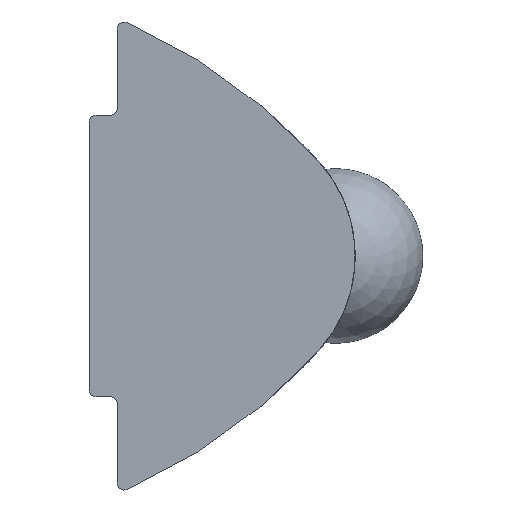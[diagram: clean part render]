
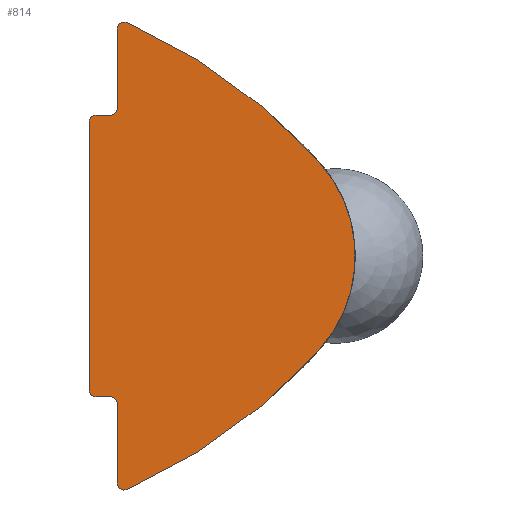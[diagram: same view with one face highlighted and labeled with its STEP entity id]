
A CAD part, left-side view. The second image highlights one B-rep face of the part: STEP entity #814.
In plain terms, the highlighted planar face has unit normal (-1, 0, 0).
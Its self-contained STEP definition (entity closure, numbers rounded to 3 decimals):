
#22=PLANE('',#873);
#61=FACE_OUTER_BOUND('',#107,.T.);
#107=EDGE_LOOP('',(#655,#656,#657,#658,#659,#660,#661,#662,#663,#664,#665,
#666,#667,#668));
#133=CIRCLE('',#874,0.2);
#134=CIRCLE('',#875,0.2);
#135=CIRCLE('',#876,0.2);
#136=CIRCLE('',#877,16.);
#137=CIRCLE('',#878,4.);
#138=CIRCLE('',#879,16.);
#139=CIRCLE('',#880,0.2);
#140=CIRCLE('',#881,0.2);
#141=CIRCLE('',#882,0.2);
#227=LINE('',#2562,#268);
#228=LINE('',#2566,#269);
#229=LINE('',#2570,#270);
#230=LINE('',#2582,#271);
#231=LINE('',#2586,#272);
#268=VECTOR('',#978,7.6);
#269=VECTOR('',#981,0.4);
#270=VECTOR('',#984,2.25);
#271=VECTOR('',#995,2.25);
#272=VECTOR('',#998,0.4);
#348=VERTEX_POINT('',#2560);
#349=VERTEX_POINT('',#2561);
#350=VERTEX_POINT('',#2563);
#351=VERTEX_POINT('',#2565);
#352=VERTEX_POINT('',#2567);
#353=VERTEX_POINT('',#2569);
#354=VERTEX_POINT('',#2571);
#355=VERTEX_POINT('',#2573);
#356=VERTEX_POINT('',#2575);
#357=VERTEX_POINT('',#2577);
#358=VERTEX_POINT('',#2579);
#359=VERTEX_POINT('',#2581);
#360=VERTEX_POINT('',#2583);
#361=VERTEX_POINT('',#2585);
#458=EDGE_CURVE('',#348,#349,#227,.T.);
#459=EDGE_CURVE('',#350,#349,#133,.T.);
#460=EDGE_CURVE('',#351,#350,#228,.T.);
#461=EDGE_CURVE('',#352,#351,#134,.T.);
#462=EDGE_CURVE('',#353,#352,#229,.T.);
#463=EDGE_CURVE('',#354,#353,#135,.T.);
#464=EDGE_CURVE('',#355,#354,#136,.T.);
#465=EDGE_CURVE('',#355,#356,#137,.T.);
#466=EDGE_CURVE('',#357,#356,#138,.T.);
#467=EDGE_CURVE('',#358,#357,#139,.T.);
#468=EDGE_CURVE('',#359,#358,#230,.T.);
#469=EDGE_CURVE('',#360,#359,#140,.T.);
#470=EDGE_CURVE('',#361,#360,#231,.T.);
#471=EDGE_CURVE('',#348,#361,#141,.T.);
#655=ORIENTED_EDGE('',*,*,#458,.T.);
#656=ORIENTED_EDGE('',*,*,#459,.F.);
#657=ORIENTED_EDGE('',*,*,#460,.F.);
#658=ORIENTED_EDGE('',*,*,#461,.F.);
#659=ORIENTED_EDGE('',*,*,#462,.F.);
#660=ORIENTED_EDGE('',*,*,#463,.F.);
#661=ORIENTED_EDGE('',*,*,#464,.F.);
#662=ORIENTED_EDGE('',*,*,#465,.T.);
#663=ORIENTED_EDGE('',*,*,#466,.F.);
#664=ORIENTED_EDGE('',*,*,#467,.F.);
#665=ORIENTED_EDGE('',*,*,#468,.F.);
#666=ORIENTED_EDGE('',*,*,#469,.F.);
#667=ORIENTED_EDGE('',*,*,#470,.F.);
#668=ORIENTED_EDGE('',*,*,#471,.F.);
#814=ADVANCED_FACE('',(#61),#22,.F.);
#873=AXIS2_PLACEMENT_3D('',#2559,#976,#977);
#874=AXIS2_PLACEMENT_3D('',#2564,#979,#980);
#875=AXIS2_PLACEMENT_3D('',#2568,#982,#983);
#876=AXIS2_PLACEMENT_3D('',#2572,#985,#986);
#877=AXIS2_PLACEMENT_3D('',#2574,#987,#988);
#878=AXIS2_PLACEMENT_3D('',#2576,#989,#990);
#879=AXIS2_PLACEMENT_3D('',#2578,#991,#992);
#880=AXIS2_PLACEMENT_3D('',#2580,#993,#994);
#881=AXIS2_PLACEMENT_3D('',#2584,#996,#997);
#882=AXIS2_PLACEMENT_3D('',#2587,#999,#1000);
#976=DIRECTION('center_axis',(1.,0.,0.));
#977=DIRECTION('ref_axis',(0.,0.,-1.));
#978=DIRECTION('',(0.,0.,-1.));
#979=DIRECTION('center_axis',(1.,0.,0.));
#980=DIRECTION('ref_axis',(0.,0.,-1.));
#981=DIRECTION('',(0.,1.,0.));
#982=DIRECTION('center_axis',(-1.,0.,0.));
#983=DIRECTION('ref_axis',(0.,-1.,0.));
#984=DIRECTION('',(0.,0.,1.));
#985=DIRECTION('center_axis',(1.,0.,0.));
#986=DIRECTION('ref_axis',(0.,-0.404,-0.915));
#987=DIRECTION('center_axis',(1.,0.,0.));
#988=DIRECTION('ref_axis',(0.,-0.745,-0.667));
#989=DIRECTION('center_axis',(-1.,0.,0.));
#990=DIRECTION('ref_axis',(0.,-0.745,-0.667));
#991=DIRECTION('center_axis',(1.,0.,0.));
#992=DIRECTION('ref_axis',(0.,-0.404,0.915));
#993=DIRECTION('center_axis',(1.,0.,0.));
#994=DIRECTION('ref_axis',(0.,1.,0.));
#995=DIRECTION('',(0.,0.,1.));
#996=DIRECTION('center_axis',(-1.,0.,0.));
#997=DIRECTION('ref_axis',(0.,0.,-1.));
#998=DIRECTION('',(0.,-1.,0.));
#999=DIRECTION('center_axis',(1.,0.,0.));
#1000=DIRECTION('ref_axis',(0.,1.,0.));
#2559=CARTESIAN_POINT('Origin',(0.,0.,0.));
#2560=CARTESIAN_POINT('',(0.,3.56,3.8));
#2561=CARTESIAN_POINT('',(0.,3.56,-3.8));
#2562=CARTESIAN_POINT('',(0.,3.56,3.8));
#2563=CARTESIAN_POINT('',(0.,3.36,-4.));
#2564=CARTESIAN_POINT('Origin',(0.,3.36,-3.8));
#2565=CARTESIAN_POINT('',(0.,2.96,-4.));
#2566=CARTESIAN_POINT('',(0.,2.96,-4.));
#2567=CARTESIAN_POINT('',(0.,2.76,-4.2));
#2568=CARTESIAN_POINT('Origin',(0.,2.96,-4.2));
#2569=CARTESIAN_POINT('',(0.,2.76,-6.45));
#2570=CARTESIAN_POINT('',(0.,2.76,-6.45));
#2571=CARTESIAN_POINT('',(0.,2.479,-6.633));
#2572=CARTESIAN_POINT('Origin',(0.,2.56,-6.45));
#2573=CARTESIAN_POINT('',(0.,-2.98,-2.668));
#2574=CARTESIAN_POINT('Origin',(0.,8.94,8.004));
#2575=CARTESIAN_POINT('',(0.,-2.98,2.668));
#2576=CARTESIAN_POINT('Origin',(0.,0.,0.));
#2577=CARTESIAN_POINT('',(0.,2.479,6.633));
#2578=CARTESIAN_POINT('Origin',(0.,8.94,-8.004));
#2579=CARTESIAN_POINT('',(0.,2.76,6.45));
#2580=CARTESIAN_POINT('Origin',(0.,2.56,6.45));
#2581=CARTESIAN_POINT('',(0.,2.76,4.2));
#2582=CARTESIAN_POINT('',(0.,2.76,4.2));
#2583=CARTESIAN_POINT('',(0.,2.96,4.));
#2584=CARTESIAN_POINT('Origin',(0.,2.96,4.2));
#2585=CARTESIAN_POINT('',(0.,3.36,4.));
#2586=CARTESIAN_POINT('',(0.,3.36,4.));
#2587=CARTESIAN_POINT('Origin',(0.,3.36,3.8));
